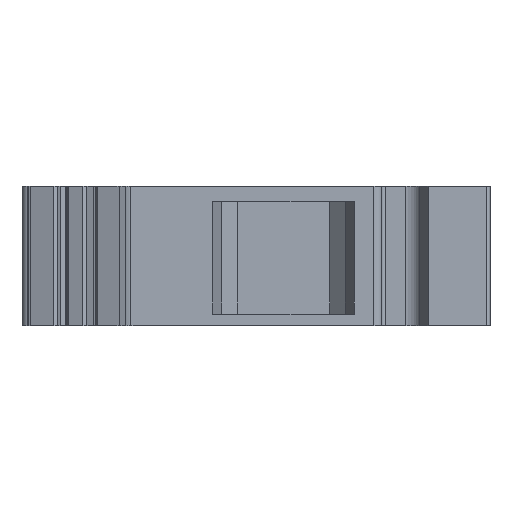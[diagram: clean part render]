
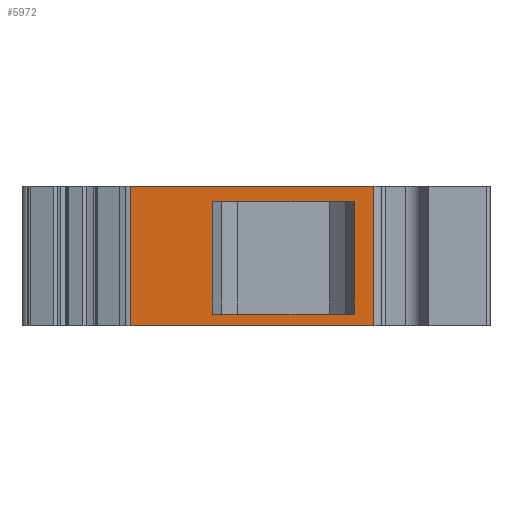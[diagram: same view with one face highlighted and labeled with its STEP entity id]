
A CAD part, left-side view. The second image highlights one B-rep face of the part: STEP entity #5972.
In plain terms, the highlighted face is planar.
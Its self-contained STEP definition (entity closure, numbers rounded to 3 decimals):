
#474=DIRECTION('',(-1.,0.,0.));
#475=VECTOR('',#474,31.41);
#476=CARTESIAN_POINT('',(489.446,544.499,-18.));
#477=LINE('',#476,#475);
#2356=DIRECTION('',(0.,0.,1.));
#2357=VECTOR('',#2356,18.);
#2358=CARTESIAN_POINT('',(458.037,544.499,-18.));
#2359=LINE('',#2358,#2357);
#2363=DIRECTION('',(-1.,0.,0.));
#2364=VECTOR('',#2363,31.41);
#2365=CARTESIAN_POINT('',(489.446,544.499,0.));
#2366=LINE('',#2365,#2364);
#2370=DIRECTION('',(-1.,0.,0.));
#2371=VECTOR('',#2370,18.329);
#2372=CARTESIAN_POINT('',(486.911,544.499,-16.5));
#2373=LINE('',#2372,#2371);
#2384=DIRECTION('',(0.,0.,-1.));
#2385=VECTOR('',#2384,18.);
#2386=CARTESIAN_POINT('',(489.446,544.499,0.));
#2387=LINE('',#2386,#2385);
#3189=DIRECTION('',(0.,0.,1.));
#3190=VECTOR('',#3189,14.5);
#3191=CARTESIAN_POINT('',(486.911,544.499,-16.5));
#3192=LINE('',#3191,#3190);
#3196=DIRECTION('',(-1.,0.,0.));
#3197=VECTOR('',#3196,18.329);
#3198=CARTESIAN_POINT('',(486.911,544.499,-2.));
#3199=LINE('',#3198,#3197);
#3308=DIRECTION('',(0.,0.,-1.));
#3309=VECTOR('',#3308,14.5);
#3310=CARTESIAN_POINT('',(468.582,544.499,-2.));
#3311=LINE('',#3310,#3309);
#3765=CARTESIAN_POINT('',(458.037,544.499,0.));
#3767=VERTEX_POINT('',#3765);
#3768=CARTESIAN_POINT('',(458.037,544.499,-18.));
#3769=VERTEX_POINT('',#3768);
#3881=CARTESIAN_POINT('',(486.911,544.499,-2.));
#3883=VERTEX_POINT('',#3881);
#3890=CARTESIAN_POINT('',(468.582,544.499,-2.));
#3891=VERTEX_POINT('',#3890);
#3894=CARTESIAN_POINT('',(468.582,544.499,-16.5));
#3895=VERTEX_POINT('',#3894);
#3896=CARTESIAN_POINT('',(489.446,544.499,0.));
#3897=CARTESIAN_POINT('',(489.446,544.499,-18.));
#3898=VERTEX_POINT('',#3896);
#3899=VERTEX_POINT('',#3897);
#3900=CARTESIAN_POINT('',(486.911,544.499,-16.5));
#3901=VERTEX_POINT('',#3900);
#5950=CARTESIAN_POINT('',(486.911,544.499,0.));
#5951=DIRECTION('',(0.,1.,0.));
#5952=DIRECTION('',(1.,0.,0.));
#5953=AXIS2_PLACEMENT_3D('',#5950,#5951,#5952);
#5954=PLANE('',#5953);
#5955=ORIENTED_EDGE('',*,*,#4985,.F.);
#5957=ORIENTED_EDGE('',*,*,#5956,.T.);
#5958=ORIENTED_EDGE('',*,*,#4585,.T.);
#5959=ORIENTED_EDGE('',*,*,#5937,.T.);
#5960=EDGE_LOOP('',(#5955,#5957,#5958,#5959));
#5961=FACE_OUTER_BOUND('',#5960,.F.);
#5963=ORIENTED_EDGE('',*,*,#5962,.T.);
#5965=ORIENTED_EDGE('',*,*,#5964,.T.);
#5967=ORIENTED_EDGE('',*,*,#5966,.T.);
#5969=ORIENTED_EDGE('',*,*,#5968,.F.);
#5970=EDGE_LOOP('',(#5963,#5965,#5967,#5969));
#5971=FACE_BOUND('',#5970,.F.);
#4585=EDGE_CURVE('',#3899,#3769,#477,.T.);
#4985=EDGE_CURVE('',#3898,#3767,#2366,.T.);
#5937=EDGE_CURVE('',#3769,#3767,#2359,.T.);
#5956=EDGE_CURVE('',#3898,#3899,#2387,.T.);
#5962=EDGE_CURVE('',#3901,#3883,#3192,.T.);
#5964=EDGE_CURVE('',#3883,#3891,#3199,.T.);
#5966=EDGE_CURVE('',#3891,#3895,#3311,.T.);
#5968=EDGE_CURVE('',#3901,#3895,#2373,.T.);
#5972=ADVANCED_FACE('',(#5961,#5971),#5954,.F.);
